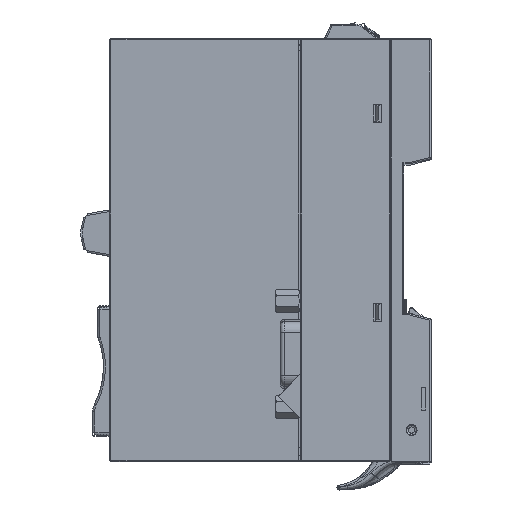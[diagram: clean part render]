
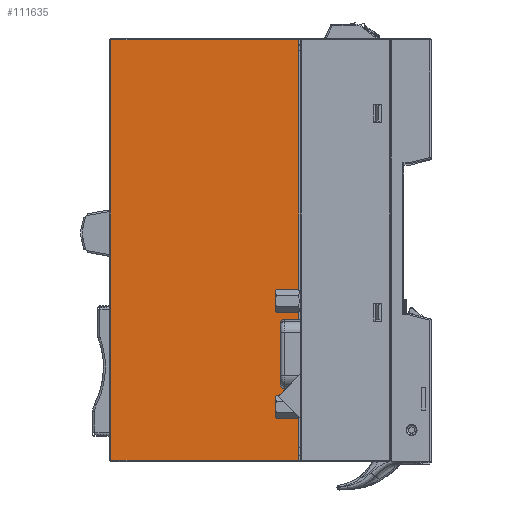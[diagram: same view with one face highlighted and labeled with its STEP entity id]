
A CAD part, left-side view. The second image highlights one B-rep face of the part: STEP entity #111635.
In plain terms, the highlighted planar face has unit normal (-1, 0.026, 0).
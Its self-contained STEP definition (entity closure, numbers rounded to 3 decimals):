
#20642=DIRECTION('',(-0.026,-1.,0.));
#20643=VECTOR('',#20642,44.431);
#20644=CARTESIAN_POINT('',(18.642,66.008,
-49.7));
#20645=LINE('',#20644,#20643);
#20656=DIRECTION('',(0.,0.,-1.));
#20657=VECTOR('',#20656,99.4);
#20658=CARTESIAN_POINT('',(17.479,21.592,49.7));
#20659=LINE('',#20658,#20657);
#20669=DIRECTION('',(0.,0.,-1.));
#20670=VECTOR('',#20669,99.4);
#20671=CARTESIAN_POINT('',(18.642,66.008,49.7));
#20672=LINE('',#20671,#20670);
#21427=DIRECTION('',(0.026,1.,0.));
#21428=VECTOR('',#21427,44.431);
#21429=CARTESIAN_POINT('',(17.479,21.592,49.7));
#21430=LINE('',#21429,#21428);
#80999=CARTESIAN_POINT('',(18.642,66.008,
-49.7));
#81000=CARTESIAN_POINT('',(17.479,21.592,
-49.7));
#81001=VERTEX_POINT('',#80999);
#81002=VERTEX_POINT('',#81000);
#81003=CARTESIAN_POINT('',(18.642,66.008,49.7));
#81004=VERTEX_POINT('',#81003);
#81005=CARTESIAN_POINT('',(17.479,21.592,49.7));
#81006=VERTEX_POINT('',#81005);
#111621=CARTESIAN_POINT('',(18.061,43.8,0.));
#111622=DIRECTION('',(1.,-0.026,0.));
#111623=DIRECTION('',(-0.026,-1.,0.));
#111624=AXIS2_PLACEMENT_3D('',#111621,#111622,#111623);
#111625=PLANE('',#111624);
#111626=ORIENTED_EDGE('',*,*,#111611,.F.);
#111628=ORIENTED_EDGE('',*,*,#111627,.F.);
#111630=ORIENTED_EDGE('',*,*,#111629,.F.);
#111632=ORIENTED_EDGE('',*,*,#111631,.T.);
#111633=EDGE_LOOP('',(#111626,#111628,#111630,#111632));
#111634=FACE_OUTER_BOUND('',#111633,.F.);
#111635=ADVANCED_FACE('',(#111634),#111625,.F.);
#111611=EDGE_CURVE('',#81001,#81002,#20645,.T.);
#111627=EDGE_CURVE('',#81004,#81001,#20672,.T.);
#111629=EDGE_CURVE('',#81006,#81004,#21430,.T.);
#111631=EDGE_CURVE('',#81006,#81002,#20659,.T.);
